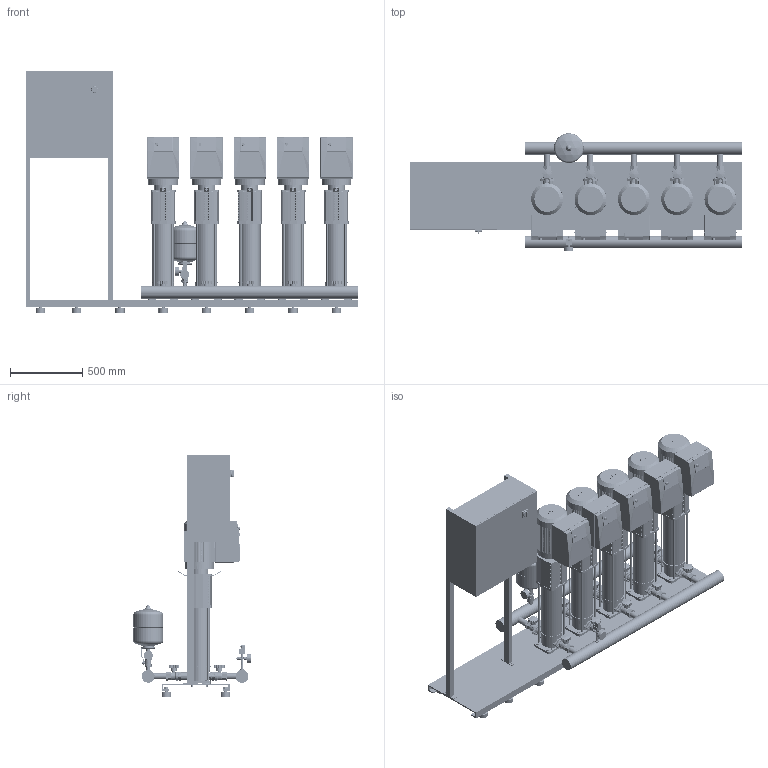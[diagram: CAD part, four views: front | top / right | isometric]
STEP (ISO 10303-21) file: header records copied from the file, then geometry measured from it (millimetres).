
FILE_DESCRIPTION((''),'2;1');
FILE_NAME('3d_COR-5HELIXVE611_K_CCE-01-2536368.stp','2015-10-05T07:18:31',(''),(''),'Mechanical Desktop 2009','Mechanical Desktop 2009',', , ');
FILE_SCHEMA(('CONFIG_CONTROL_DESIGN'));
Length unit declared in the file: millimetre
Products named in the file (1): Product
Bounding box: 2300 x 813 x 1670 mm (x, y, z)
Volume: 317380643.1 mm3; surface area: 16127046.3 mm2
Topology: 237 solids, 237 shells, 8298 faces, 21654 edges, 14136 vertices
Faces by surface type: plane 3814, bspline 2083, cylinder 1958, cone 263, torus 114, sphere 66
Entity records: 268200 total; most frequent: CARTESIAN_POINT 65015, ORIENTED_EDGE 43140, DIRECTION 39138, EDGE_CURVE 21570, VECTOR 14814, LINE 14814, VERTEX_POINT 14130, AXIS2_PLACEMENT_3D 12162
